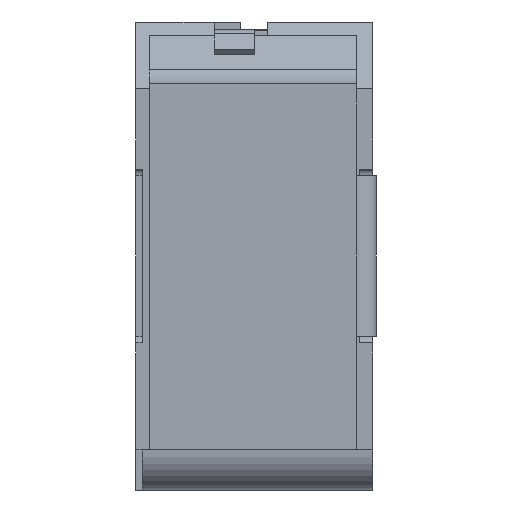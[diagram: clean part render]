
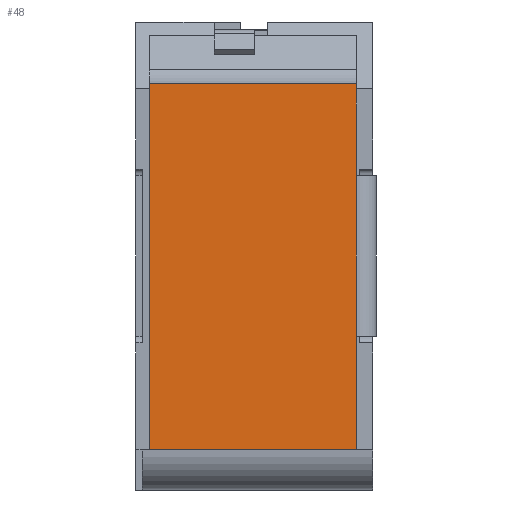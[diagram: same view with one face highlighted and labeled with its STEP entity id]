
A CAD part, left-side view. The second image highlights one B-rep face of the part: STEP entity #48.
In plain terms, the highlighted planar face has unit normal (-1, 0, 0).
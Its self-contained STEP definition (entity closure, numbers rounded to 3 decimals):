
#48 = ADVANCED_FACE ( 'NONE', ( #3092 ), #642, .F. ) ;
#114 = CARTESIAN_POINT ( 'NONE',  ( -1.85, 0.15, 1.288 ) ) ;
#147 = VERTEX_POINT ( 'NONE', #2553 ) ;
#152 = DIRECTION ( 'NONE',  ( 0., 0., -1. ) ) ;
#205 = LINE ( 'NONE', #1895, #1077 ) ;
#214 = VERTEX_POINT ( 'NONE', #3775 ) ;
#355 = CARTESIAN_POINT ( 'NONE',  ( -1.85, 0.15, -1.45 ) ) ;
#406 = VERTEX_POINT ( 'NONE', #582 ) ;
#582 = CARTESIAN_POINT ( 'NONE',  ( -1.85, 1.7, -1.45 ) ) ;
#599 = EDGE_CURVE ( 'NONE', #2757, #406, #3886, .T. ) ;
#642 = PLANE ( 'NONE',  #1841 ) ;
#840 = CARTESIAN_POINT ( 'NONE',  ( -1.85, 0.15, 0.6 ) ) ;
#878 = ORIENTED_EDGE ( 'NONE', *, *, #1112, .T. ) ;
#880 = DIRECTION ( 'NONE',  ( 0., 0., -1. ) ) ;
#881 = LINE ( 'NONE', #840, #1224 ) ;
#883 = ORIENTED_EDGE ( 'NONE', *, *, #2941, .F. ) ;
#948 = CARTESIAN_POINT ( 'NONE',  ( -1.85, 0.15, -0.6 ) ) ;
#1000 = DIRECTION ( 'NONE',  ( 0., 0., 1. ) ) ;
#1051 = DIRECTION ( 'NONE',  ( 0., 1., 0. ) ) ;
#1077 = VECTOR ( 'NONE', #1282, 1000. ) ;
#1112 = EDGE_CURVE ( 'NONE', #214, #1260, #2655, .T. ) ;
#1113 = VERTEX_POINT ( 'NONE', #1609 ) ;
#1155 = VECTOR ( 'NONE', #152, 1000. ) ;
#1224 = VECTOR ( 'NONE', #880, 1000. ) ;
#1260 = VERTEX_POINT ( 'NONE', #948 ) ;
#1282 = DIRECTION ( 'NONE',  ( 0., 0., 1. ) ) ;
#1493 = EDGE_CURVE ( 'NONE', #214, #406, #2835, .T. ) ;
#1576 = DIRECTION ( 'NONE',  ( 1., 0., 0. ) ) ;
#1609 = CARTESIAN_POINT ( 'NONE',  ( -1.85, 0.15, 0.6 ) ) ;
#1841 = AXIS2_PLACEMENT_3D ( 'NONE', #2811, #1576, #3117 ) ;
#1847 = VECTOR ( 'NONE', #1051, 1000. ) ;
#1895 = CARTESIAN_POINT ( 'NONE',  ( -1.85, 0.15, -1.45 ) ) ;
#2150 = EDGE_LOOP ( 'NONE', ( #2264, #3365, #878, #883, #2552, #3498 ) ) ;
#2240 = CARTESIAN_POINT ( 'NONE',  ( -1.85, 0.15, -1.45 ) ) ;
#2264 = ORIENTED_EDGE ( 'NONE', *, *, #599, .T. ) ;
#2525 = DIRECTION ( 'NONE',  ( 0., 1., 0. ) ) ;
#2552 = ORIENTED_EDGE ( 'NONE', *, *, #3157, .T. ) ;
#2553 = CARTESIAN_POINT ( 'NONE',  ( -1.85, 0.15, 1.288 ) ) ;
#2655 = LINE ( 'NONE', #2240, #3549 ) ;
#2733 = EDGE_CURVE ( 'NONE', #147, #2757, #2878, .T. ) ;
#2757 = VERTEX_POINT ( 'NONE', #3259 ) ;
#2811 = CARTESIAN_POINT ( 'NONE',  ( -1.85, 1.7, 0.6 ) ) ;
#2835 = LINE ( 'NONE', #355, #3693 ) ;
#2878 = LINE ( 'NONE', #114, #1847 ) ;
#2941 = EDGE_CURVE ( 'NONE', #1113, #1260, #881, .T. ) ;
#2996 = CARTESIAN_POINT ( 'NONE',  ( -1.85, 1.7, 0.6 ) ) ;
#3092 = FACE_OUTER_BOUND ( 'NONE', #2150, .T. ) ;
#3117 = DIRECTION ( 'NONE',  ( 0., 0., -1. ) ) ;
#3157 = EDGE_CURVE ( 'NONE', #1113, #147, #205, .T. ) ;
#3259 = CARTESIAN_POINT ( 'NONE',  ( -1.85, 1.7, 1.288 ) ) ;
#3365 = ORIENTED_EDGE ( 'NONE', *, *, #1493, .F. ) ;
#3498 = ORIENTED_EDGE ( 'NONE', *, *, #2733, .T. ) ;
#3549 = VECTOR ( 'NONE', #1000, 1000. ) ;
#3693 = VECTOR ( 'NONE', #2525, 1000. ) ;
#3775 = CARTESIAN_POINT ( 'NONE',  ( -1.85, 0.15, -1.45 ) ) ;
#3886 = LINE ( 'NONE', #2996, #1155 ) ;
